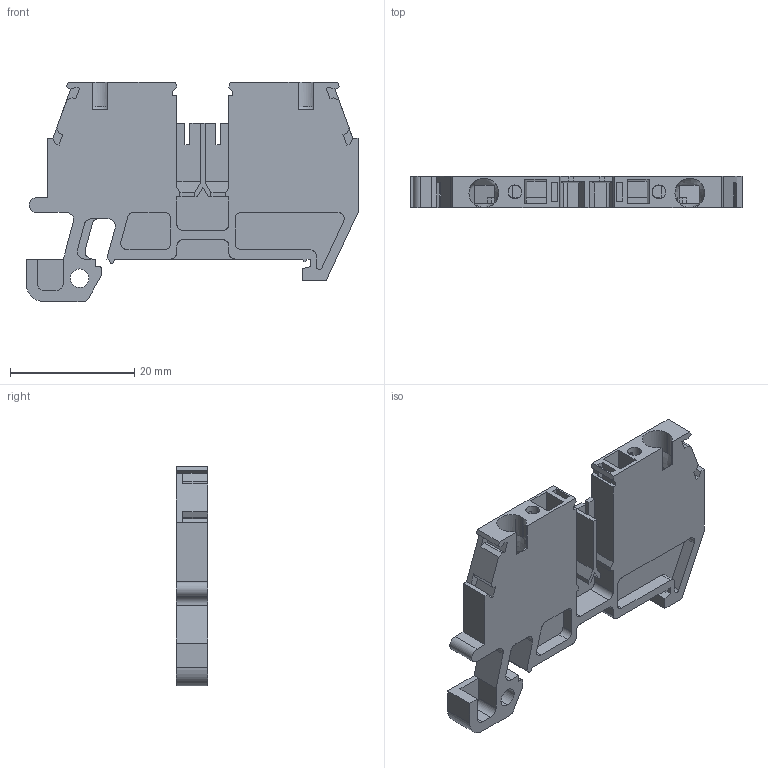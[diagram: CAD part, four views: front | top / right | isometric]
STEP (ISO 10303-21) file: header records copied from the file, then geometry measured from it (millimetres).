
FILE_DESCRIPTION (( 'STEP AP214' ), '1' );
FILE_NAME ('42416_DN-Q12-A.STEP', '2014-05-09T11:58:31', ( '' ), ( '' ), 'SwSTEP 2.0', 'SolidWorks 2013', '' );
FILE_SCHEMA (( 'AUTOMOTIVE_DESIGN' ));
Length unit declared in the file: millimetre
Products named in the file (1): 42416_DN-Q12-A
Bounding box: 53.5 x 5 x 35.4 mm (x, y, z)
Volume: 4667.6 mm3; surface area: 5376.2 mm2
Topology: 1 solids, 9 shells, 335 faces, 891 edges, 589 vertices
Faces by surface type: plane 271, cylinder 52, bspline 8, cone 4
Entity records: 10846 total; most frequent: CARTESIAN_POINT 2708, ORIENTED_EDGE 1782, DIRECTION 1478, EDGE_CURVE 891, VECTOR 672, LINE 672, VERTEX_POINT 589, AXIS2_PLACEMENT_3D 403
